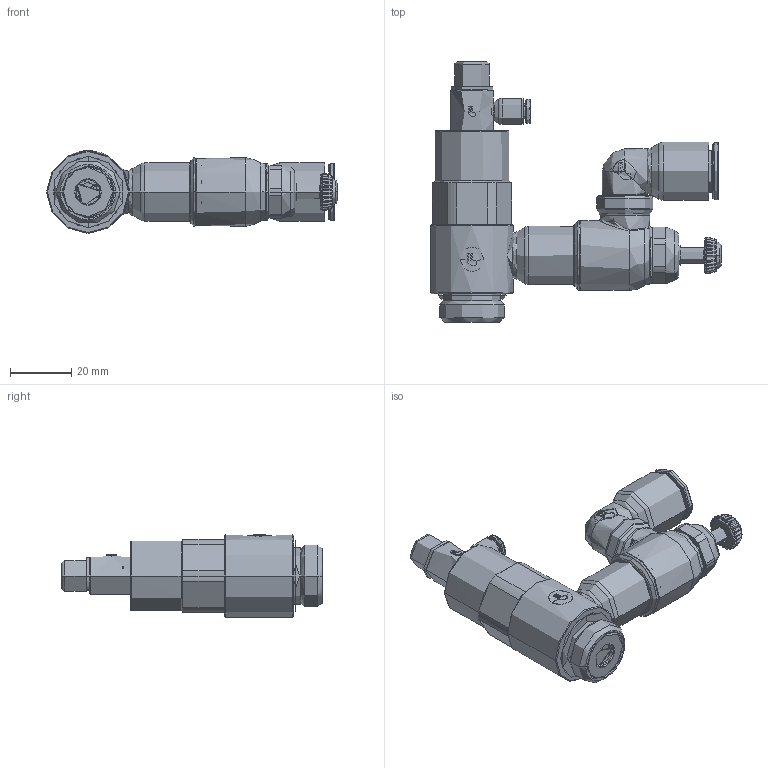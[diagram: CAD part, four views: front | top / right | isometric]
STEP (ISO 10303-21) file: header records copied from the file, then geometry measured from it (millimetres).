
FILE_DESCRIPTION(('STEP AP214'),'1');
FILE_NAME('7894_12_21.stp','2016-07-07T14:57:26',('TraceParts'),('TraceParts S.A.'),'Spatial InterOp 3D',' ',' ');
FILE_SCHEMA(('automotive_design'));
Length unit declared in the file: millimetre
Products named in the file (73): w894-12-21_asm|42103-PURGE_ASM_399#42103-PURGE_ASM|N538-04-10_ASM_393#N538-04-10_ASM|44104-63_AF0_ASM_391#44104-63_AF0_ASM|44104-27_AF0_388#44104-27_AF0;Solide1; w894-12-21_asm|42103-PURGE_ASM_399#42103-PURGE_ASM|N538-04-10_ASM_393#N538-04-10_ASM|44104-63_AF0_ASM_391#44104-63_AF0_ASM|44104-26_AF0_389#44104-26_AF0;Solide1; w894-12-21_asm|42103-PURGE_ASM_399#42103-PURGE_ASM|N538-04-10_ASM_393#N538-04-10_ASM|44104-63_AF0_ASM_391#44104-63_AF0_ASM|44104_AF0_390#44104_AF0;Solide1; w894-12-21_asm|42103-PURGE_ASM_399#42103-PURGE_ASM|N538-04-10_ASM_393#N538-04-10_ASM|44504-08_AF0_386#44504-08_AF0;Solide1; w894-12-21_asm|42103-PURGE_ASM_399#42103-PURGE_ASM|N538-04-10_ASM_393#N538-04-10_ASM|44104-12-ASM_AF0_387#44104-12-ASM_AF0;Solide1; w894-12-21_asm|42103-PURGE_ASM_399#42103-PURGE_ASM|N538-04-10_ASM_393#N538-04-10_ASM|44124-20_392#44124-20;Solide1; w894-12-21_asm|42103-PURGE_ASM_399#42103-PURGE_ASM|42103-10_SERTI_383#42103-10_SERTI;Solide1; w894-12-21_asm|42103-PURGE_ASM_399#42103-PURGE_ASM|42103-11_384#42103-11;Solide1; w894-12-21_asm|42103-PURGE_ASM_399#42103-PURGE_ASM|42103-13_385#42103-13;Solide1; w894-12-21_asm|42103-PURGE_ASM_399#42103-PURGE_ASM|23387_394#23387;Solide1; w894-12-21_asm|42103-PURGE_ASM_399#42103-PURGE_ASM|23387_395#23387;Solide1; w894-12-21_asm|42103-PURGE_ASM_399#42103-PURGE_ASM|42103-12_396#42103-12;Solide1; w894-12-21_asm|42103-PURGE_ASM_399#42103-PURGE_ASM|24005_397#24005;Solide1; w894-12-21_asm|42103-PURGE_ASM_399#42103-PURGE_ASM|23818-GEN_398#23818-GEN;Solide1; w894-12-21_asm|42103-30_ASM_424#42103-30_ASM|45310_ASM_410#45310_ASM|45340-10_407#45340-10;Solide1; w894-12-21_asm|42103-30_ASM_424#42103-30_ASM|45310_ASM_410#45310_ASM|24030_408#24030;Solide1; w894-12-21_asm|42103-30_ASM_424#42103-30_ASM|45310_ASM_410#45310_ASM|45350-10_409#45350-10;Solide1; w894-12-21_asm|42103-30_ASM_424#42103-30_ASM|44112-21_ASM_420#44112-21_ASM|44112-32_417#44112-32;Solide1; w894-12-21_asm|42103-30_ASM_424#42103-30_ASM|44112-21_ASM_420#44112-21_ASM|44112-30_418#44112-30;Solide1; w894-12-21_asm|42103-30_ASM_424#42103-30_ASM|44112-21_ASM_420#44112-21_ASM|44112_419#44112;Solide1; w894-12-21_asm|42103-30_ASM_424#42103-30_ASM|45340-32-MARQ-REG-A_401#45340-32-MARQ-REG-A;Solide1; w894-12-21_asm|42103-30_ASM_424#42103-30_ASM|45350-30_402#45350-30;Solide1; w894-12-21_asm|42103-30_ASM_424#42103-30_ASM|45350-40_403#45350-40;Solide1; w894-12-21_asm|42103-30_ASM_424#42103-30_ASM|45350-20_404#45350-20;Solide1; w894-12-21_asm|42103-30_ASM_424#42103-30_ASM|45240-20_405#45240-20;Solide1; w894-12-21_asm|42103-30_ASM_424#42103-30_ASM|45240-20_405#45240-20;Solide2; w894-12-21_asm|42103-30_ASM_424#42103-30_ASM|45240-20_405#45240-20;Solide3; w894-12-21_asm|42103-30_ASM_424#42103-30_ASM|45240-20_405#45240-20;Solide4; w894-12-21_asm|42103-30_ASM_424#42103-30_ASM|45240-20_405#45240-20;Solide5; w894-12-21_asm|42103-30_ASM_424#42103-30_ASM|45240-20_405#45240-20;Solide6; w894-12-21_asm|42103-30_ASM_424#42103-30_ASM|45240-20_405#45240-20;Solide7; w894-12-21_asm|42103-30_ASM_424#42103-30_ASM|45240-20_405#45240-20;Solide8; w894-12-21_asm|42103-30_ASM_424#42103-30_ASM|45240-20_405#45240-20;Solide9; w894-12-21_asm|42103-30_ASM_424#42103-30_ASM|45240-20_405#45240-20;Solide10; w894-12-21_asm|42103-30_ASM_424#42103-30_ASM|45240-20_405#45240-20;Solide11; w894-12-21_asm|42103-30_ASM_424#42103-30_ASM|45240-20_405#45240-20;Solide12; w894-12-21_asm|42103-30_ASM_424#42103-30_ASM|45240-20_405#45240-20;Solide13; w894-12-21_asm|42103-30_ASM_424#42103-30_ASM|45240-20_405#45240-20;Solide14; w894-12-21_asm|42103-30_ASM_424#42103-30_ASM|45240-20_405#45240-20;Solide15; w894-12-21_asm|42103-30_ASM_424#42103-30_ASM|45240-20_405#45240-20;Solide16 ...
Bounding box: 94.8 x 85 x 27 mm (x, y, z)
Volume: 42688.6 mm3; surface area: 51815.3 mm2
Topology: 79 solids, 79 shells, 3225 faces, 8333 edges, 5298 vertices
Faces by surface type: cylinder 953, plane 801, torus 579, cone 447, bspline 379, sphere 66
Full cylindrical faces by diameter (mm): 4.8 x2, 7.8 x1
Entity records: 156845 total; most frequent: CARTESIAN_POINT 50218, DIRECTION 17329, ORIENTED_EDGE 16638, EDGE_CURVE 8319, AXIS2_PLACEMENT_3D 7161, VERTEX_POINT 5298, CIRCLE 3926, EDGE_LOOP 3411
